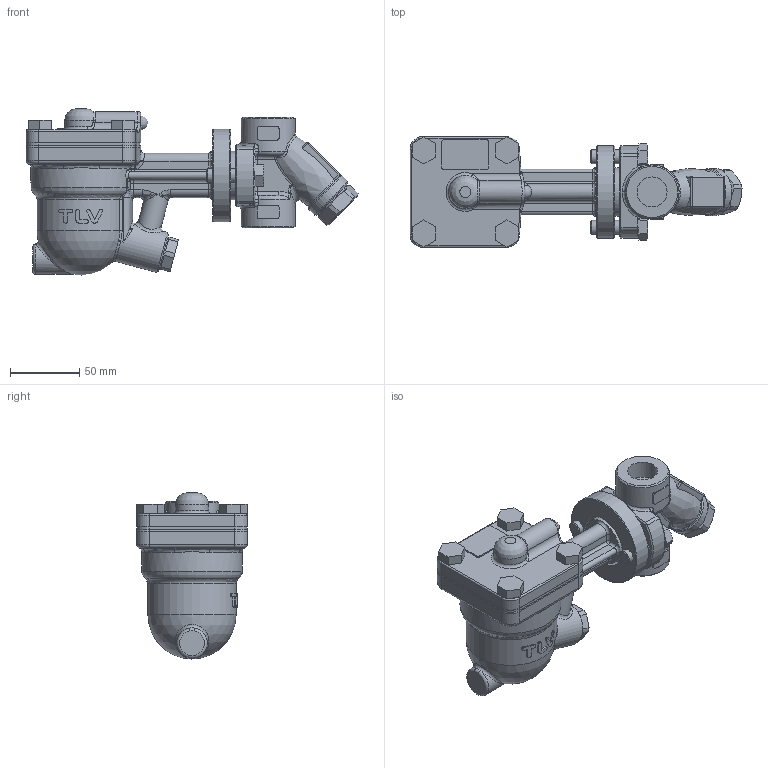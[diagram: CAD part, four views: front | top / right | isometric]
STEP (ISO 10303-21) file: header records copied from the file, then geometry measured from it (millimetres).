
FILE_DESCRIPTION(/* description */ (''),/* implementation_level */ '2;1');
FILE_NAME(/* name */ 'fj320-015-sw000-00.stp',/* time_stamp */ '2022-07-04T13:34:04+09:00',/* author */ ('mafukuda'),/* organization */ (''),/* preprocessor_version */ 'ST-DEVELOPER v18',/* originating_system */ 'Autodesk Inventor 2020',/* authorisation */ '');
FILE_SCHEMA (('AUTOMOTIVE_DESIGN { 1 0 10303 214 3 1 1 }'));
Length unit declared in the file: millimetre
Products named in the file (1): fj320-015-sw000-00
Bounding box: 240 x 80 x 120 mm (x, y, z)
Volume: 685544.1 mm3; surface area: 93009.5 mm2
Topology: 1 solids, 11 shells, 660 faces, 1615 edges, 990 vertices
Faces by surface type: plane 244, cylinder 204, bspline 105, torus 65, cone 30, sphere 12
Full cylindrical faces by diameter (mm): 7 x2, 8.73 x1, 10 x12, 10.5 x2, 12 x4, 14.28 x1, 14.5 x1, 14.6 x1, 16 x1, 17 x1, 18 x1, 18.2 x1, 21.7 x2, 23 x1, 24 x2, 24.2 x1, 25 x2, 25.4 x1, 29 x1, 30 x1, 30.9 x1, 32.9 x1, 33.6 x1, 34 x1, 35 x2, 35.5 x1, 35.6 x1, 38 x1, 39 x3, 67 x1
Entity records: 24012 total; most frequent: CARTESIAN_POINT 8749, ORIENTED_EDGE 3198, DIRECTION 3091, EDGE_CURVE 1599, AXIS2_PLACEMENT_3D 1262, VERTEX_POINT 991, EDGE_LOOP 714, FACE_OUTER_BOUND 660
